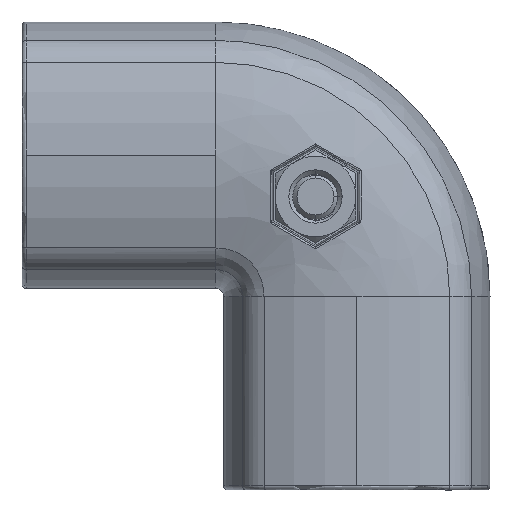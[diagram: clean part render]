
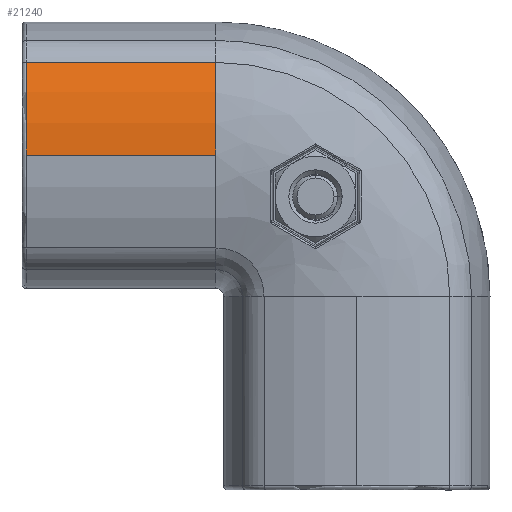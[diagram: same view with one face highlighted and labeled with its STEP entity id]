
A CAD part, left-side view. The second image highlights one B-rep face of the part: STEP entity #21240.
In plain terms, the highlighted cylindrical face has radius 30 mm (diameter 60 mm), a partial arc.
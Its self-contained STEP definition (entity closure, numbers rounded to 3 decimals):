
#532 = B_SPLINE_CURVE_WITH_KNOTS ( 'NONE', 3,
 ( #20779, #23048, #23196, #18370, #3765, #16826 ),
 .UNSPECIFIED., .F., .F.,
 ( 4, 2, 4 ),
 ( 0., 0.5, 1. ),
 .UNSPECIFIED. ) ;
#674 = VERTEX_POINT ( 'NONE', #21866 ) ;
#730 = B_SPLINE_CURVE_WITH_KNOTS ( 'NONE', 3,
 ( #3004, #9676, #1114, #9267 ),
 .UNSPECIFIED., .F., .F.,
 ( 4, 4 ),
 ( 0., 1. ),
 .UNSPECIFIED. ) ;
#1114 = CARTESIAN_POINT ( 'NONE',  ( -12.811, 19.508, 23.769 ) ) ;
#2447 = FACE_OUTER_BOUND ( 'NONE', #19734, .T. ) ;
#3004 = CARTESIAN_POINT ( 'NONE',  ( -12.811, 3.841, 23.769 ) ) ;
#3097 = ORIENTED_EDGE ( 'NONE', *, *, #9310, .T. ) ;
#3627 = DIRECTION ( 'NONE',  ( 0., -1., 0. ) ) ;
#3765 = CARTESIAN_POINT ( 'NONE',  ( -13.566, 3.841, 21.951 ) ) ;
#4945 = DIRECTION ( 'NONE',  ( -1., 0., 0. ) ) ;
#7101 = CIRCLE ( 'NONE', #12528, 30. ) ;
#9267 = CARTESIAN_POINT ( 'NONE',  ( -12.811, 27.341, 23.769 ) ) ;
#9310 = EDGE_CURVE ( 'NONE', #14615, #674, #17523, .T. ) ;
#9676 = CARTESIAN_POINT ( 'NONE',  ( -12.811, 11.675, 23.769 ) ) ;
#11583 = CARTESIAN_POINT ( 'NONE',  ( -12.811, 3.841, 23.769 ) ) ;
#12528 = AXIS2_PLACEMENT_3D ( 'NONE', #14259, #3627, #14543 ) ;
#13277 = CYLINDRICAL_SURFACE ( 'NONE', #13383, 30. ) ;
#13383 = AXIS2_PLACEMENT_3D ( 'NONE', #15689, #28035, #4945 ) ;
#14259 = CARTESIAN_POINT ( 'NONE',  ( 14.895, 27.341, 12.263 ) ) ;
#14543 = DIRECTION ( 'NONE',  ( -0.924, 0., 0.384 ) ) ;
#14615 = VERTEX_POINT ( 'NONE', #27974 ) ;
#15689 = CARTESIAN_POINT ( 'NONE',  ( 14.895, 27.841, 12.263 ) ) ;
#16810 = ORIENTED_EDGE ( 'NONE', *, *, #24131, .T. ) ;
#16826 = CARTESIAN_POINT ( 'NONE',  ( -12.811, 3.841, 23.769 ) ) ;
#17523 = LINE ( 'NONE', #23638, #19968 ) ;
#18370 = CARTESIAN_POINT ( 'NONE',  ( -14.141, 3.841, 20.059 ) ) ;
#18633 = EDGE_CURVE ( 'NONE', #674, #20974, #532, .T. ) ;
#19632 = DIRECTION ( 'NONE',  ( 0., -1., 0. ) ) ;
#19734 = EDGE_LOOP ( 'NONE', ( #16810, #3097, #23696, #26896 ) ) ;
#19968 = VECTOR ( 'NONE', #19632, 1000. ) ;
#20779 = CARTESIAN_POINT ( 'NONE',  ( -15.105, 3.841, 12.263 ) ) ;
#20974 = VERTEX_POINT ( 'NONE', #11583 ) ;
#21240 = ADVANCED_FACE ( 'NONE', ( #2447 ), #13277, .T. ) ;
#21620 = EDGE_CURVE ( 'NONE', #20974, #24019, #730, .T. ) ;
#21866 = CARTESIAN_POINT ( 'NONE',  ( -15.105, 3.841, 12.263 ) ) ;
#23048 = CARTESIAN_POINT ( 'NONE',  ( -15.105, 3.841, 14.231 ) ) ;
#23196 = CARTESIAN_POINT ( 'NONE',  ( -14.91, 3.841, 16.199 ) ) ;
#23638 = CARTESIAN_POINT ( 'NONE',  ( -15.105, 27.841, 12.263 ) ) ;
#23696 = ORIENTED_EDGE ( 'NONE', *, *, #18633, .T. ) ;
#24019 = VERTEX_POINT ( 'NONE', #24790 ) ;
#24131 = EDGE_CURVE ( 'NONE', #24019, #14615, #7101, .T. ) ;
#24790 = CARTESIAN_POINT ( 'NONE',  ( -12.811, 27.341, 23.769 ) ) ;
#26896 = ORIENTED_EDGE ( 'NONE', *, *, #21620, .T. ) ;
#27974 = CARTESIAN_POINT ( 'NONE',  ( -15.105, 27.341, 12.263 ) ) ;
#28035 = DIRECTION ( 'NONE',  ( 0., -1., 0. ) ) ;
